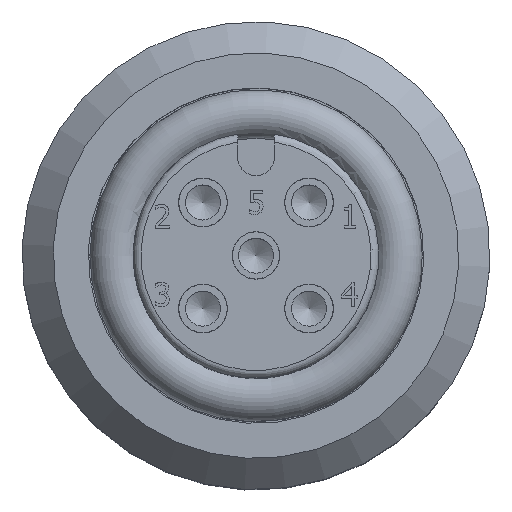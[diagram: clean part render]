
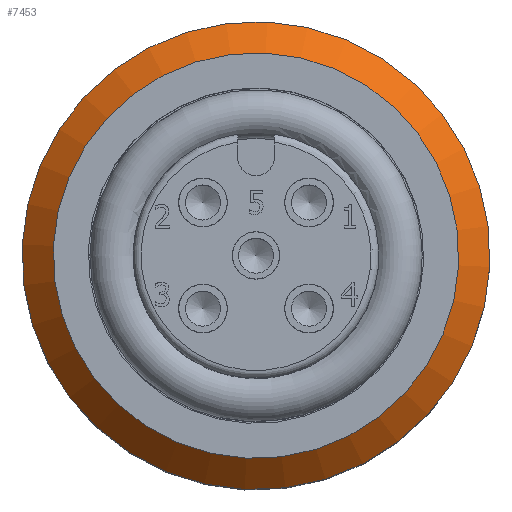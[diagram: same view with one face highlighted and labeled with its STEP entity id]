
A CAD part, top view. The second image highlights one B-rep face of the part: STEP entity #7453.
In plain terms, the highlighted conical face has half-angle 45 degrees and reference radius 7.112 mm.
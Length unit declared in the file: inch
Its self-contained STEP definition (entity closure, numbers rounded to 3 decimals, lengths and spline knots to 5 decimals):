
#83=CONICAL_SURFACE('',#8486,0.28,45.);
#815=FACE_BOUND('',#2957,.T.);
#1323=CIRCLE('',#8483,0.3);
#1325=CIRCLE('',#8487,0.26);
#2216=FACE_OUTER_BOUND('',#2956,.T.);
#2956=EDGE_LOOP('',(#5905));
#2957=EDGE_LOOP('',(#5906));
#3562=VERTEX_POINT('',#12537);
#3564=VERTEX_POINT('',#12543);
#4334=EDGE_CURVE('',#3562,#3562,#1323,.T.);
#4336=EDGE_CURVE('',#3564,#3564,#1325,.T.);
#5905=ORIENTED_EDGE('',*,*,#4336,.T.);
#5906=ORIENTED_EDGE('',*,*,#4334,.T.);
#7453=ADVANCED_FACE('',(#2216,#815),#83,.T.);
#8483=AXIS2_PLACEMENT_3D('',#12538,#10468,#10469);
#8486=AXIS2_PLACEMENT_3D('',#12542,#10474,#10475);
#8487=AXIS2_PLACEMENT_3D('',#12544,#10476,#10477);
#10468=DIRECTION('center_axis',(0.,0.,
1.));
#10469=DIRECTION('ref_axis',(0.992,0.126,0.));
#10474=DIRECTION('center_axis',(0.,0.,
-1.));
#10475=DIRECTION('ref_axis',(0.992,0.126,0.));
#10476=DIRECTION('center_axis',(0.,0.,
-1.));
#10477=DIRECTION('ref_axis',(0.992,0.126,0.));
#12537=CARTESIAN_POINT('',(-0.2976,-0.03788,0.26465));
#12538=CARTESIAN_POINT('Origin',(0.,0.,
0.26465));
#12542=CARTESIAN_POINT('Origin',(0.,0.,
0.28465));
#12543=CARTESIAN_POINT('',(-0.25792,-0.03283,0.30465));
#12544=CARTESIAN_POINT('Origin',(0.,0.,
0.30465));
